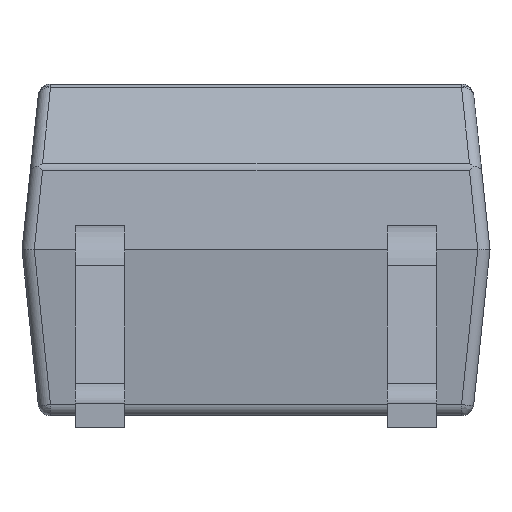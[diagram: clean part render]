
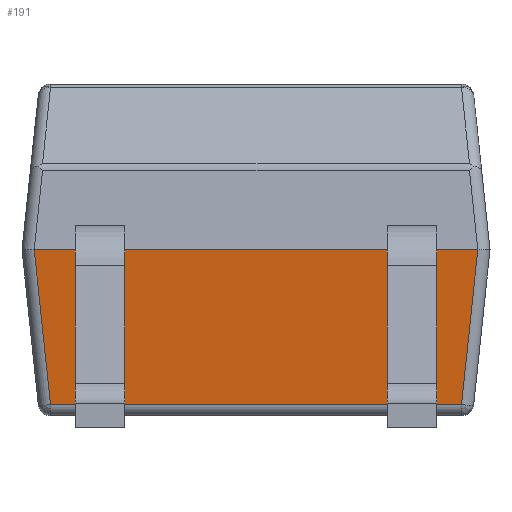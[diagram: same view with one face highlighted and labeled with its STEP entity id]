
A CAD part, front view. The second image highlights one B-rep face of the part: STEP entity #191.
In plain terms, the highlighted planar face has unit normal (0, -0.995, -0.104).
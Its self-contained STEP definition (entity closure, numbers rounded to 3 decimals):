
#191=ADVANCED_FACE('',(#1070),#1072,.T.);
#1070=FACE_BOUND('',#1071,.T.);
#1071=EDGE_LOOP('',(#1865,#1866,#1867,#1868));
#1072=PLANE('',#1073);
#1073=AXIS2_PLACEMENT_3D('',#1074,#1075,#1076);
#1074=CARTESIAN_POINT('',(-0.377,1.108,-1.));
#1075=DIRECTION('',(0.,-0.995,-0.105));
#1076=DIRECTION('',(1.,0.,0.));
#1865=ORIENTED_EDGE('',*,*,#2327,.F.);
#1866=ORIENTED_EDGE('',*,*,#2328,.T.);
#1867=ORIENTED_EDGE('',*,*,#2317,.F.);
#1868=ORIENTED_EDGE('',*,*,#2329,.F.);
#2317=EDGE_CURVE('',#2583,#2578,#2585,.T.);
#2327=EDGE_CURVE('',#2601,#2602,#2603,.F.);
#2328=EDGE_CURVE('',#2601,#2578,#2604,.T.);
#2329=EDGE_CURVE('',#2602,#2583,#2605,.T.);
#2578=VERTEX_POINT('',#3037);
#2583=VERTEX_POINT('',#3046);
#2585=LINE('',#3050,#3051);
#2601=VERTEX_POINT('',#3086);
#2602=VERTEX_POINT('',#3087);
#2603=LINE('',#3088,#3089);
#2604=LINE('',#3091,#3092);
#2605=LINE('',#3094,#3095);
#3037=CARTESIAN_POINT('',(3.076,0.85,1.45));
#3046=CARTESIAN_POINT('',(-0.536,0.85,1.45));
#3050=CARTESIAN_POINT('',(-0.536,0.85,1.45));
#3051=VECTOR('',#3052,1.);
#3052=DIRECTION('',(1.,0.,0.));
#3086=CARTESIAN_POINT('',(2.943,0.982,0.19));
#3087=CARTESIAN_POINT('',(-0.403,0.982,0.19));
#3088=CARTESIAN_POINT('',(-0.403,0.982,0.19));
#3089=VECTOR('',#3090,1.);
#3090=DIRECTION('',(1.,0.,0.));
#3091=CARTESIAN_POINT('',(2.943,0.982,0.19));
#3092=VECTOR('',#3093,1.);
#3093=DIRECTION('',(0.104,-0.104,0.989));
#3094=CARTESIAN_POINT('',(-0.403,0.982,0.19));
#3095=VECTOR('',#3096,1.);
#3096=DIRECTION('',(-0.104,-0.104,0.989));
